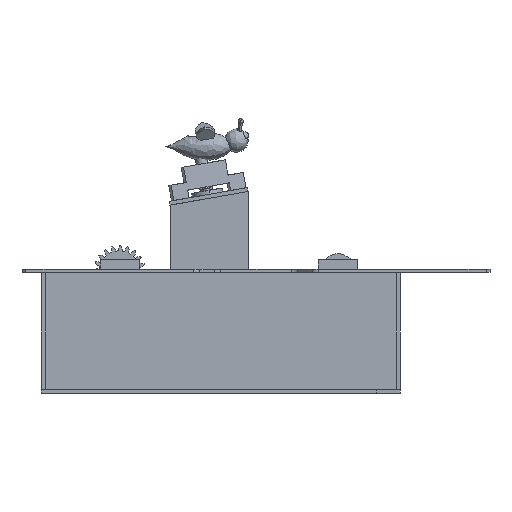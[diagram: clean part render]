
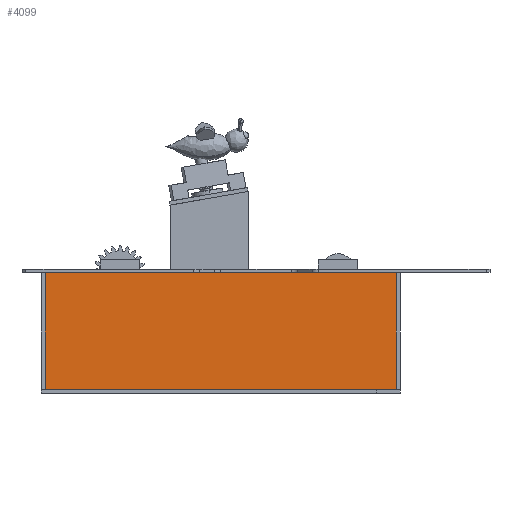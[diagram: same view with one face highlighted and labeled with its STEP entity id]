
A CAD part, left-side view. The second image highlights one B-rep face of the part: STEP entity #4099.
In plain terms, the highlighted face is planar.
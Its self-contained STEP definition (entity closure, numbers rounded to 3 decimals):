
#328 = ORIENTED_EDGE ( 'NONE', *, *, #12365, .F. ) ;
#3195 = VERTEX_POINT ( 'NONE', #18130 ) ;
#4099 = ADVANCED_FACE ( 'NONE', ( #5569 ), #8580, .T. ) ;
#4161 = DIRECTION ( 'NONE',  ( -1., 0., 0. ) ) ;
#4252 = DIRECTION ( 'NONE',  ( 0., -1., 0. ) ) ;
#4812 = DIRECTION ( 'NONE',  ( -1., 0., 0. ) ) ;
#5012 = CARTESIAN_POINT ( 'NONE',  ( 450., 0., 0. ) ) ;
#5038 = VECTOR ( 'NONE', #20683, 1000. ) ;
#5569 = FACE_OUTER_BOUND ( 'NONE', #15046, .T. ) ;
#5899 = VERTEX_POINT ( 'NONE', #28350 ) ;
#8258 = CARTESIAN_POINT ( 'NONE',  ( 450., 150., 0. ) ) ;
#8277 = VECTOR ( 'NONE', #22326, 1000. ) ;
#8580 = PLANE ( 'NONE',  #19427 ) ;
#12365 = EDGE_CURVE ( 'NONE', #27096, #5899, #15265, .T. ) ;
#12915 = EDGE_CURVE ( 'NONE', #3195, #17622, #15653, .T. ) ;
#13591 = ORIENTED_EDGE ( 'NONE', *, *, #12915, .F. ) ;
#14077 = EDGE_CURVE ( 'NONE', #5899, #3195, #20170, .T. ) ;
#14397 = ORIENTED_EDGE ( 'NONE', *, *, #15015, .F. ) ;
#15015 = EDGE_CURVE ( 'NONE', #17622, #27096, #18378, .T. ) ;
#15046 = EDGE_LOOP ( 'NONE', ( #17571, #328, #14397, #13591 ) ) ;
#15265 = LINE ( 'NONE', #20508, #25092 ) ;
#15653 = LINE ( 'NONE', #17832, #8277 ) ;
#17571 = ORIENTED_EDGE ( 'NONE', *, *, #14077, .F. ) ;
#17607 = DIRECTION ( 'NONE',  ( 0., 0., -1. ) ) ;
#17622 = VERTEX_POINT ( 'NONE', #21164 ) ;
#17832 = CARTESIAN_POINT ( 'NONE',  ( 0., 0., 0. ) ) ;
#18130 = CARTESIAN_POINT ( 'NONE',  ( 0., 0., 0. ) ) ;
#18378 = LINE ( 'NONE', #5012, #5038 ) ;
#19427 = AXIS2_PLACEMENT_3D ( 'NONE', #28696, #17607, #4161 ) ;
#20170 = LINE ( 'NONE', #26557, #21572 ) ;
#20508 = CARTESIAN_POINT ( 'NONE',  ( 0., 150., 0. ) ) ;
#20683 = DIRECTION ( 'NONE',  ( 0., 1., 0. ) ) ;
#21164 = CARTESIAN_POINT ( 'NONE',  ( 450., 0., 0. ) ) ;
#21572 = VECTOR ( 'NONE', #4252, 1000. ) ;
#22326 = DIRECTION ( 'NONE',  ( 1., 0., 0. ) ) ;
#25092 = VECTOR ( 'NONE', #4812, 1000. ) ;
#26557 = CARTESIAN_POINT ( 'NONE',  ( 0., 0., 0. ) ) ;
#27096 = VERTEX_POINT ( 'NONE', #8258 ) ;
#28350 = CARTESIAN_POINT ( 'NONE',  ( 0., 150., 0. ) ) ;
#28696 = CARTESIAN_POINT ( 'NONE',  ( 0., 0., 0. ) ) ;
